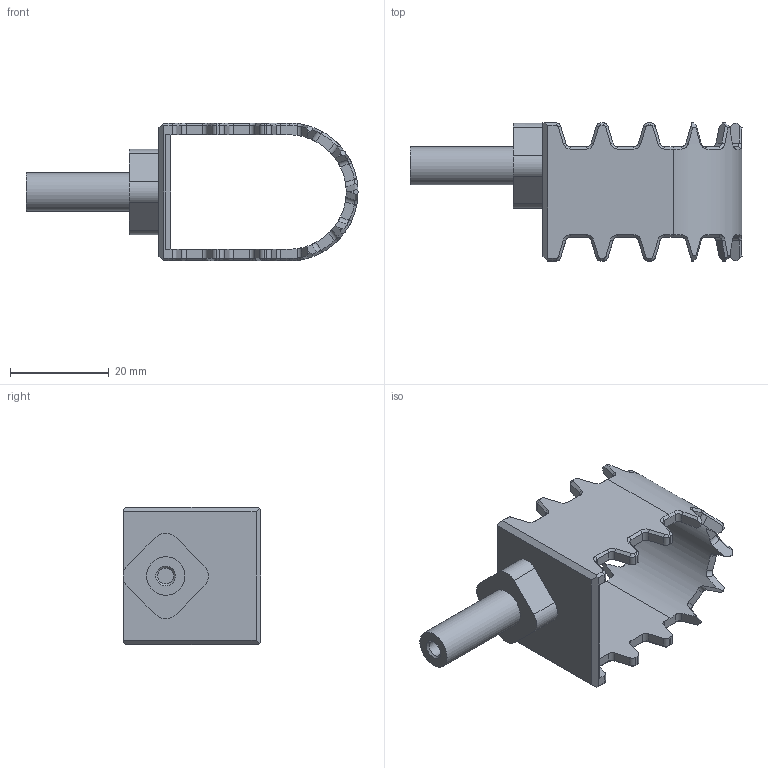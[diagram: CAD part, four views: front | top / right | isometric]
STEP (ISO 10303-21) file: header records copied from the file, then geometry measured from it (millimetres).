
FILE_DESCRIPTION(/* description */ (''),/* implementation_level */ '2;1');
FILE_NAME(/* name */ 'step-on.stp',/* time_stamp */ '2023-09-23T11:57:22+08:00',/* author */ ('nicx5'),/* organization */ (''),/* preprocessor_version */ 'ST-DEVELOPER v19.2',/* originating_system */ 'Autodesk Inventor 2024',/* authorisation */ '');
FILE_SCHEMA (('AUTOMOTIVE_DESIGN { 1 0 10303 214 3 1 1 }'));
Length unit declared in the file: millimetre
Products named in the file (1): step-on
Bounding box: 67.4 x 28 x 28 mm (x, y, z)
Volume: 8304.8 mm3; surface area: 6944 mm2
Topology: 1 solids, 1 shells, 353 faces, 927 edges, 576 vertices
Faces by surface type: plane 142, bspline 80, cylinder 68, cone 63
Full cylindrical faces by diameter (mm): 3.242 x1, 7.8 x1
Entity records: 12650 total; most frequent: CARTESIAN_POINT 4477, ORIENTED_EDGE 1854, DIRECTION 1465, EDGE_CURVE 927, VERTEX_POINT 576, LINE 497, VECTOR 497, AXIS2_PLACEMENT_3D 484
